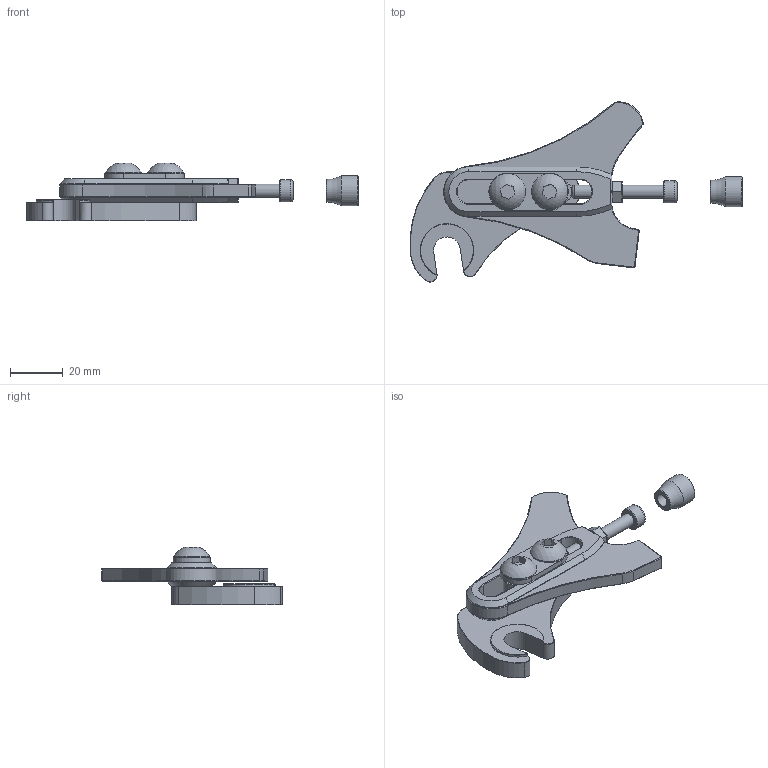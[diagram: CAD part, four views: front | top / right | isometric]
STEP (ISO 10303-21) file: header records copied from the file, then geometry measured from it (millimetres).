
FILE_DESCRIPTION (( 'STEP AP214' ), '1' );
FILE_NAME ('DR4005 flat.STEP', '2013-09-24T20:53:32', ( '' ), ( '' ), 'SwSTEP 2.0', 'SolidWorks 2012', '' );
FILE_SCHEMA (( 'AUTOMOTIVE_DESIGN' ));
Length unit declared in the file: inch
Products named in the file (8): DS0004; DR4005; MS5001; MS2016; MS2013; MS2012; MS1013; DR4005 flat
Assembly tree (8 placements, depth 2):
  DR4005 flat
    MS1013
    MS2012  x2
    MS2013
    MS2016
    MS5001
    DR4005
    DS0004
Bounding box: 126.3 x 68.49 x 22.05 mm (x, y, z)
Volume: 28579.7 mm3; surface area: 16519.4 mm2
Topology: 8 solids, 8 shells, 206 faces, 467 edges, 284 vertices
Faces by surface type: plane 86, cylinder 60, cone 53, torus 5, sphere 2
Full cylindrical faces by diameter (mm): 5 x4, 7.925 x2, 8 x2, 8.3 x2, 8.5 x2, 11.4 x1, 13.7 x2
Entity records: 5715 total; most frequent: CARTESIAN_POINT 1033, DIRECTION 951, ORIENTED_EDGE 828, EDGE_CURVE 414, AXIS2_PLACEMENT_3D 364, VERTEX_POINT 264, EDGE_LOOP 240, VECTOR 223
